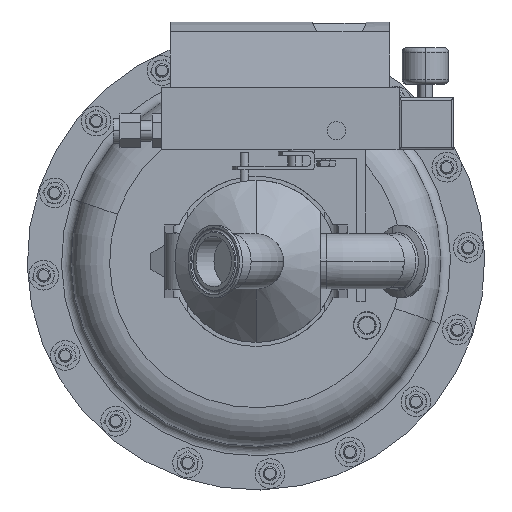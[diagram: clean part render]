
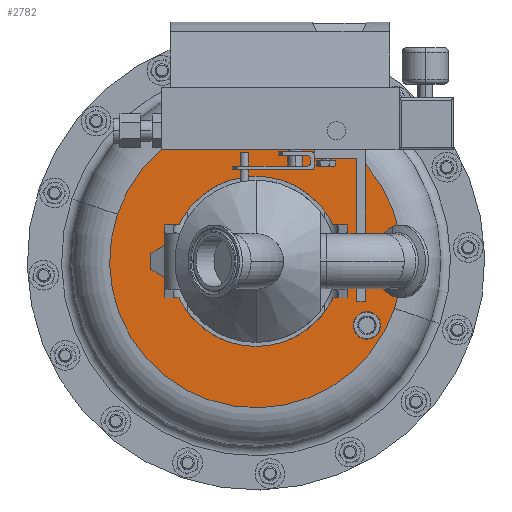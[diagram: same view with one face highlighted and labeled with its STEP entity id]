
A CAD part, front view. The second image highlights one B-rep face of the part: STEP entity #2782.
In plain terms, the highlighted planar face has unit normal (0, -1, 0).
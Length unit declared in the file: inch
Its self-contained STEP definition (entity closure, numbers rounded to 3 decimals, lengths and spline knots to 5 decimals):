
#435 = FACE_BOUND ( 'NONE', #10278, .T. ) ;
#597 = EDGE_LOOP ( 'NONE', ( #9334, #6728 ) ) ;
#1344 = CIRCLE ( 'NONE', #19470, 0.375 ) ;
#1444 = ORIENTED_EDGE ( 'NONE', *, *, #9392, .F. ) ;
#2128 = DIRECTION ( 'NONE',  ( 0.947, 0., -0.321 ) ) ;
#2433 = CARTESIAN_POINT ( 'NONE',  ( -3.78772, 9.66, 1.28576 ) ) ;
#2782 = ADVANCED_FACE ( 'NONE', ( #435, #31498, #27391 ), #30906, .T. ) ;
#3052 = AXIS2_PLACEMENT_3D ( 'NONE', #6668, #18293, #12412 ) ;
#4193 = DIRECTION ( 'NONE',  ( -0.947, 0., 0.321 ) ) ;
#4783 = CARTESIAN_POINT ( 'NONE',  ( 3.03109, 9.66, -1.75 ) ) ;
#5098 = CIRCLE ( 'NONE', #3052, 2.325 ) ;
#5396 = VERTEX_POINT ( 'NONE', #29889 ) ;
#6668 = CARTESIAN_POINT ( 'NONE',  ( 0., 9.66, 0. ) ) ;
#6728 = ORIENTED_EDGE ( 'NONE', *, *, #7422, .T. ) ;
#7216 = VERTEX_POINT ( 'NONE', #31470 ) ;
#7422 = EDGE_CURVE ( 'NONE', #20217, #23065, #23508, .T. ) ;
#7588 = CARTESIAN_POINT ( 'NONE',  ( 0., 9.66, 0. ) ) ;
#7623 = DIRECTION ( 'NONE',  ( 0.947, 0., -0.321 ) ) ;
#8046 = CARTESIAN_POINT ( 'NONE',  ( 0., 9.66, -2.325 ) ) ;
#9334 = ORIENTED_EDGE ( 'NONE', *, *, #28444, .T. ) ;
#9392 = EDGE_CURVE ( 'NONE', #7216, #13508, #5098, .T. ) ;
#9941 = CARTESIAN_POINT ( 'NONE',  ( 0., 9.66, 0. ) ) ;
#10005 = EDGE_LOOP ( 'NONE', ( #27233, #32560 ) ) ;
#10070 = CARTESIAN_POINT ( 'NONE',  ( -1.28576, 9.66, -3.78772 ) ) ;
#10209 = CARTESIAN_POINT ( 'NONE',  ( 0., 9.66, 0. ) ) ;
#10278 = EDGE_LOOP ( 'NONE', ( #16660, #1444 ) ) ;
#12412 = DIRECTION ( 'NONE',  ( 0., 0., -1. ) ) ;
#12640 = EDGE_CURVE ( 'NONE', #5396, #21359, #29587, .T. ) ;
#13508 = VERTEX_POINT ( 'NONE', #8046 ) ;
#16660 = ORIENTED_EDGE ( 'NONE', *, *, #23178, .F. ) ;
#17159 = AXIS2_PLACEMENT_3D ( 'NONE', #10070, #27446, #4193 ) ;
#17297 = AXIS2_PLACEMENT_3D ( 'NONE', #10209, #25147, #7623 ) ;
#18293 = DIRECTION ( 'NONE',  ( 0., -1., 0. ) ) ;
#18507 = DIRECTION ( 'NONE',  ( 0., 1., 0. ) ) ;
#19343 = DIRECTION ( 'NONE',  ( 0.249, 0., -0.969 ) ) ;
#19445 = CIRCLE ( 'NONE', #26932, 4. ) ;
#19470 = AXIS2_PLACEMENT_3D ( 'NONE', #4783, #33773, #19343 ) ;
#20217 = VERTEX_POINT ( 'NONE', #32964 ) ;
#21213 = CARTESIAN_POINT ( 'NONE',  ( 3.03109, 9.66, -1.75 ) ) ;
#21359 = VERTEX_POINT ( 'NONE', #2433 ) ;
#23065 = VERTEX_POINT ( 'NONE', #24125 ) ;
#23178 = EDGE_CURVE ( 'NONE', #13508, #7216, #26824, .T. ) ;
#23256 = AXIS2_PLACEMENT_3D ( 'NONE', #9941, #24639, #35972 ) ;
#23508 = CIRCLE ( 'NONE', #27224, 0.375 ) ;
#23743 = EDGE_CURVE ( 'NONE', #21359, #5396, #19445, .T. ) ;
#24125 = CARTESIAN_POINT ( 'NONE',  ( 3.1244, 9.66, -2.11321 ) ) ;
#24129 = DIRECTION ( 'NONE',  ( 0.249, 0., -0.969 ) ) ;
#24639 = DIRECTION ( 'NONE',  ( 0., -1., 0. ) ) ;
#25147 = DIRECTION ( 'NONE',  ( 0., 1., 0. ) ) ;
#26824 = CIRCLE ( 'NONE', #23256, 2.325 ) ;
#26932 = AXIS2_PLACEMENT_3D ( 'NONE', #7588, #33901, #2128 ) ;
#27224 = AXIS2_PLACEMENT_3D ( 'NONE', #21213, #18507, #24129 ) ;
#27233 = ORIENTED_EDGE ( 'NONE', *, *, #12640, .F. ) ;
#27391 = FACE_BOUND ( 'NONE', #597, .T. ) ;
#27446 = DIRECTION ( 'NONE',  ( 0., -1., 0. ) ) ;
#28444 = EDGE_CURVE ( 'NONE', #23065, #20217, #1344, .T. ) ;
#29587 = CIRCLE ( 'NONE', #17297, 4. ) ;
#29889 = CARTESIAN_POINT ( 'NONE',  ( 3.78772, 9.66, -1.28576 ) ) ;
#30906 = PLANE ( 'NONE',  #17159 ) ;
#31470 = CARTESIAN_POINT ( 'NONE',  ( 0., 9.66, 2.325 ) ) ;
#31498 = FACE_OUTER_BOUND ( 'NONE', #10005, .T. ) ;
#32560 = ORIENTED_EDGE ( 'NONE', *, *, #23743, .F. ) ;
#32964 = CARTESIAN_POINT ( 'NONE',  ( 2.93778, 9.66, -1.38679 ) ) ;
#33773 = DIRECTION ( 'NONE',  ( 0., 1., 0. ) ) ;
#33901 = DIRECTION ( 'NONE',  ( 0., 1., 0. ) ) ;
#35972 = DIRECTION ( 'NONE',  ( 0., 0., -1. ) ) ;
